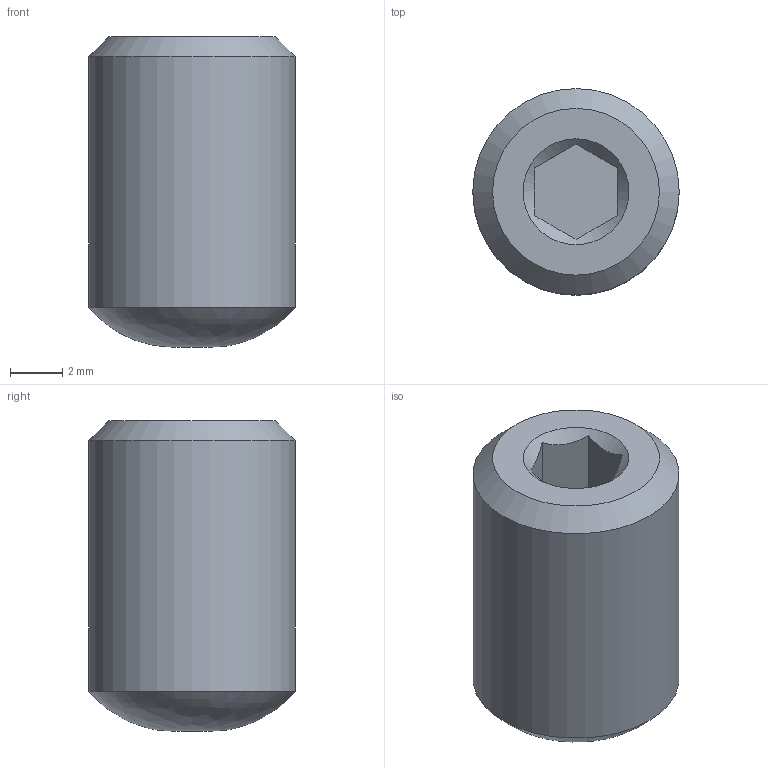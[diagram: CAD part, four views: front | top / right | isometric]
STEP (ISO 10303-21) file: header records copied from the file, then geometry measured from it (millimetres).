
FILE_DESCRIPTION(/* description */ (''),/* implementation_level */ '2;1');
FILE_NAME(/* name */ '13627.stp',/* time_stamp */ '2016-09-23T13:31:20-04:00',/* author */ ('cridley'),/* organization */ (''),/* preprocessor_version */ 'ST-DEVELOPER v15.6',/* originating_system */ 'Autodesk Inventor 2015',/* authorisation */ '');
FILE_SCHEMA (('AUTOMOTIVE_DESIGN { 1 0 10303 214 3 1 1 }'));
Length unit declared in the file: inch
Products named in the file (1): 13627
Bounding box: 7.92 x 7.92 x 11.91 mm (x, y, z)
Volume: 507.6 mm3; surface area: 405.5 mm2
Topology: 1 solids, 1 shells, 13 faces, 30 edges, 20 vertices
Faces by surface type: plane 9, cone 2, bspline 1, cylinder 1
Full cylindrical faces by diameter (mm): 7.925 x1
Entity records: 388 total; most frequent: CARTESIAN_POINT 99, ORIENTED_EDGE 52, DIRECTION 52, EDGE_CURVE 26, AXIS2_PLACEMENT_3D 20, VERTEX_POINT 19, EDGE_LOOP 17, FACE_OUTER_BOUND 13
